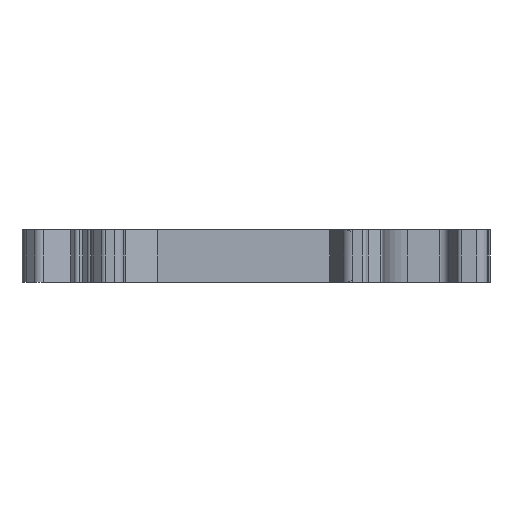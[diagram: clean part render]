
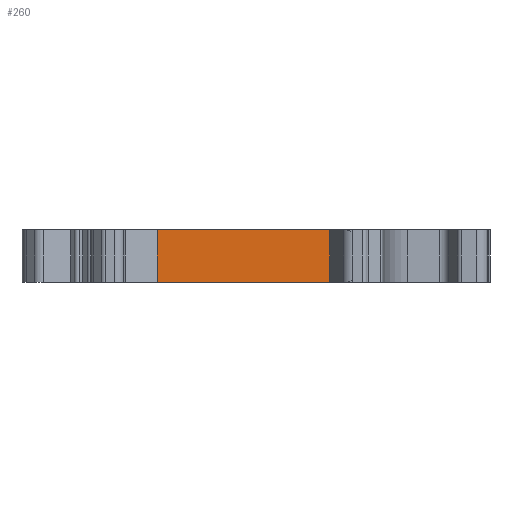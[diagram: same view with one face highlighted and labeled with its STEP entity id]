
A CAD part, left-side view. The second image highlights one B-rep face of the part: STEP entity #260.
In plain terms, the highlighted planar face has unit normal (-1, 0, 0).
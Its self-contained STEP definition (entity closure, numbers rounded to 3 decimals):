
#150=PLANE('',#3044);
#260=ADVANCED_FACE('',(#458),#150,.T.);
#458=FACE_OUTER_BOUND('',#600,.T.);
#600=EDGE_LOOP('',(#1643,#1644,#1645,#1646));
#792=LINE('',#4365,#1077);
#856=LINE('',#4568,#1141);
#857=LINE('',#4570,#1142);
#858=LINE('',#4572,#1143);
#1077=VECTOR('',#3471,1.);
#1141=VECTOR('',#3641,1.);
#1142=VECTOR('',#3642,1.);
#1143=VECTOR('',#3643,1.);
#1643=ORIENTED_EDGE('',*,*,#2630,.T.);
#1644=ORIENTED_EDGE('',*,*,#2631,.T.);
#1645=ORIENTED_EDGE('',*,*,#2632,.F.);
#1646=ORIENTED_EDGE('',*,*,#2544,.F.);
#2243=VERTEX_POINT('',#4364);
#2244=VERTEX_POINT('',#4366);
#2290=VERTEX_POINT('',#4569);
#2291=VERTEX_POINT('',#4571);
#2544=EDGE_CURVE('',#2243,#2244,#792,.T.);
#2630=EDGE_CURVE('',#2243,#2290,#856,.T.);
#2631=EDGE_CURVE('',#2290,#2291,#857,.T.);
#2632=EDGE_CURVE('',#2244,#2291,#858,.T.);
#3044=AXIS2_PLACEMENT_3D('',#4573,#3644,#3645);
#3471=DIRECTION('',(0.,1.,0.));
#3641=DIRECTION('',(0.,0.,1.));
#3642=DIRECTION('',(0.,1.,0.));
#3643=DIRECTION('',(0.,0.,1.));
#3644=DIRECTION('',(-1.,0.,0.));
#3645=DIRECTION('',(0.,-1.,0.));
#4364=CARTESIAN_POINT('',(-52.997,1.594,-5.1));
#4365=CARTESIAN_POINT('',(-52.997,1.594,-5.1));
#4366=CARTESIAN_POINT('',(-52.997,18.414,-5.1));
#4568=CARTESIAN_POINT('',(-52.997,1.594,-0.2));
#4569=CARTESIAN_POINT('',(-52.997,1.594,0.));
#4570=CARTESIAN_POINT('',(-52.997,1.594,0.));
#4571=CARTESIAN_POINT('',(-52.997,18.414,0.));
#4572=CARTESIAN_POINT('',(-52.997,18.414,-0.2));
#4573=CARTESIAN_POINT('',(-52.997,18.414,0.));
